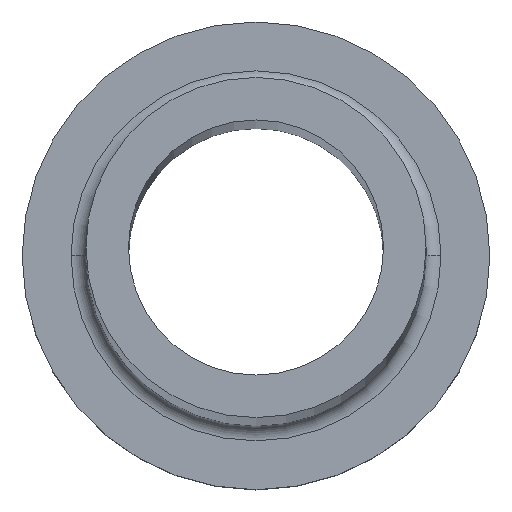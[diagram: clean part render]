
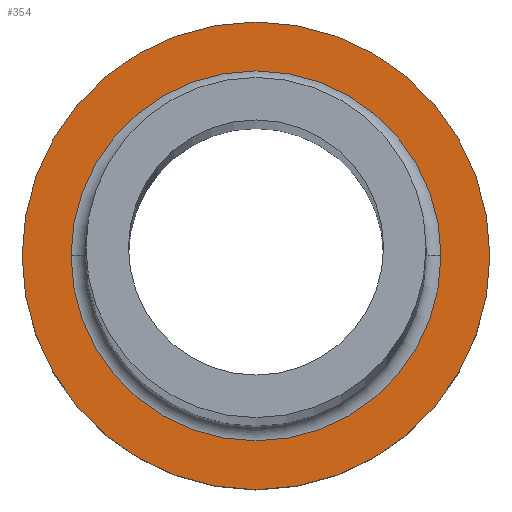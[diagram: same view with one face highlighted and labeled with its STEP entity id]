
A CAD part, top view. The second image highlights one B-rep face of the part: STEP entity #354.
In plain terms, the highlighted planar face has unit normal (0, 0, 1).
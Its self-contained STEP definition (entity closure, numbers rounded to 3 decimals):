
#1 = AXIS2_PLACEMENT_3D ( 'NONE', #175, #174, #207 ) ;
#4 = DIRECTION ( 'NONE',  ( 1., 0., 0. ) ) ;
#5 = CARTESIAN_POINT ( 'NONE',  ( -11., 0., 7. ) ) ;
#11 = EDGE_CURVE ( 'NONE', #43, #250, #156, .T. ) ;
#17 = ORIENTED_EDGE ( 'NONE', *, *, #11, .T. ) ;
#34 = DIRECTION ( 'NONE',  ( 0., 0., 1. ) ) ;
#38 = FACE_BOUND ( 'NONE', #199, .T. ) ;
#39 = EDGE_LOOP ( 'NONE', ( #168, #109 ) ) ;
#42 = DIRECTION ( 'NONE',  ( 0., 0., -1. ) ) ;
#43 = VERTEX_POINT ( 'NONE', #227 ) ;
#45 = ORIENTED_EDGE ( 'NONE', *, *, #340, .T. ) ;
#53 = AXIS2_PLACEMENT_3D ( 'NONE', #55, #201, #348 ) ;
#55 = CARTESIAN_POINT ( 'NONE',  ( 0., 0., 7. ) ) ;
#59 = CARTESIAN_POINT ( 'NONE',  ( 0., 0., 7. ) ) ;
#61 = CIRCLE ( 'NONE', #115, 8.7 ) ;
#62 = CARTESIAN_POINT ( 'NONE',  ( 0., 0., 7. ) ) ;
#71 = DIRECTION ( 'NONE',  ( 1., 0., 0. ) ) ;
#106 = FACE_OUTER_BOUND ( 'NONE', #39, .T. ) ;
#109 = ORIENTED_EDGE ( 'NONE', *, *, #214, .T. ) ;
#115 = AXIS2_PLACEMENT_3D ( 'NONE', #62, #42, #71 ) ;
#140 = VERTEX_POINT ( 'NONE', #5 ) ;
#145 = CIRCLE ( 'NONE', #361, 11. ) ;
#156 = CIRCLE ( 'NONE', #53, 8.7 ) ;
#168 = ORIENTED_EDGE ( 'NONE', *, *, #298, .T. ) ;
#174 = DIRECTION ( 'NONE',  ( 0., 0., 1. ) ) ;
#175 = CARTESIAN_POINT ( 'NONE',  ( 0., 0., 7. ) ) ;
#189 = DIRECTION ( 'NONE',  ( 1., 0., 0. ) ) ;
#199 = EDGE_LOOP ( 'NONE', ( #17, #45 ) ) ;
#201 = DIRECTION ( 'NONE',  ( 0., 0., -1. ) ) ;
#207 = DIRECTION ( 'NONE',  ( 1., 0., 0. ) ) ;
#214 = EDGE_CURVE ( 'NONE', #339, #140, #263, .T. ) ;
#227 = CARTESIAN_POINT ( 'NONE',  ( 8.7, 0., 7. ) ) ;
#249 = AXIS2_PLACEMENT_3D ( 'NONE', #371, #278, #189 ) ;
#250 = VERTEX_POINT ( 'NONE', #357 ) ;
#263 = CIRCLE ( 'NONE', #1, 11. ) ;
#278 = DIRECTION ( 'NONE',  ( 0., 0., 1. ) ) ;
#298 = EDGE_CURVE ( 'NONE', #140, #339, #145, .T. ) ;
#305 = PLANE ( 'NONE',  #249 ) ;
#339 = VERTEX_POINT ( 'NONE', #360 ) ;
#340 = EDGE_CURVE ( 'NONE', #250, #43, #61, .T. ) ;
#348 = DIRECTION ( 'NONE',  ( 1., 0., 0. ) ) ;
#354 = ADVANCED_FACE ( 'NONE', ( #38, #106 ), #305, .T. ) ;
#357 = CARTESIAN_POINT ( 'NONE',  ( -8.7, 0., 7. ) ) ;
#360 = CARTESIAN_POINT ( 'NONE',  ( 11., 0., 7. ) ) ;
#361 = AXIS2_PLACEMENT_3D ( 'NONE', #59, #34, #4 ) ;
#371 = CARTESIAN_POINT ( 'NONE',  ( 0., 0., 7. ) ) ;
